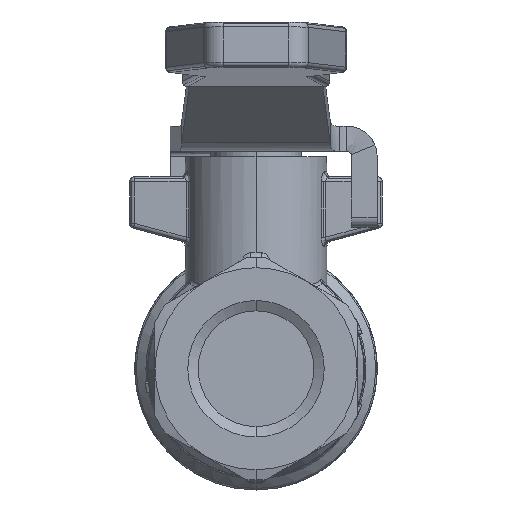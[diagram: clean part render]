
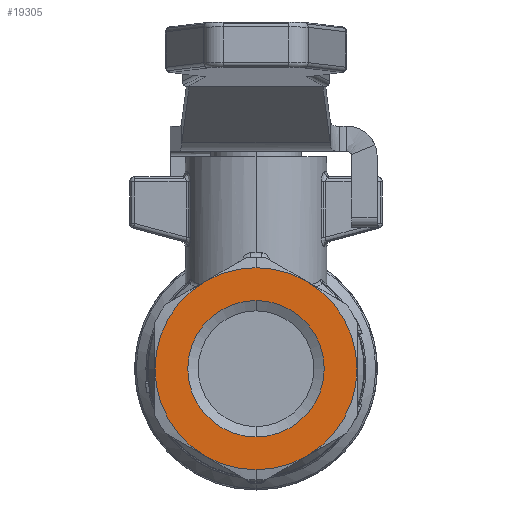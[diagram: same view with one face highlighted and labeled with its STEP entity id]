
A CAD part, left-side view. The second image highlights one B-rep face of the part: STEP entity #19305.
In plain terms, the highlighted planar face has unit normal (-1, 0, 0).
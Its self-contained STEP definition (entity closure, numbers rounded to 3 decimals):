
#2021=CARTESIAN_POINT('',(-19.5,-0.,-10.));
#2022=VERTEX_POINT('',#2021);
#2029=CARTESIAN_POINT('',(-19.5,5.,-8.66));
#2030=VERTEX_POINT('',#2029);
#2031=CARTESIAN_POINT('',(-19.5,-0.,0.));
#2032=DIRECTION('',(-1.,-0.,-0.));
#2033=DIRECTION('',(0.,0.,-1.));
#2034=AXIS2_PLACEMENT_3D('',#2031,#2032,#2033);
#2035=CIRCLE('',#2034,10.);
#2036=EDGE_CURVE('',#2030,#2022,#2035,.T.);
#2053=CARTESIAN_POINT('',(-19.5,-0.,10.));
#2054=VERTEX_POINT('',#2053);
#2061=CARTESIAN_POINT('',(-19.5,-5.,8.66));
#2062=VERTEX_POINT('',#2061);
#2063=CARTESIAN_POINT('',(-19.5,-0.,0.));
#2064=DIRECTION('',(-1.,-0.,-0.));
#2065=DIRECTION('',(0.,-0.,1.));
#2066=AXIS2_PLACEMENT_3D('',#2063,#2064,#2065);
#2067=CIRCLE('',#2066,10.);
#2068=EDGE_CURVE('',#2062,#2054,#2067,.T.);
#4883=CARTESIAN_POINT('',(-19.5,0.,6.75));
#4884=VERTEX_POINT('',#4883);
#4892=CARTESIAN_POINT('',(-19.5,-0.,-6.75));
#4893=VERTEX_POINT('',#4892);
#4894=CARTESIAN_POINT('',(-19.5,-0.,0.));
#4895=DIRECTION('',(1.,-0.,-0.));
#4896=DIRECTION('',(0.,-0.,1.));
#4897=AXIS2_PLACEMENT_3D('',#4894,#4895,#4896);
#4898=CIRCLE('',#4897,6.75);
#4899=EDGE_CURVE('',#4893,#4884,#4898,.T.);
#6902=CARTESIAN_POINT('',(-19.5,-0.,0.));
#6903=DIRECTION('',(1.,-0.,-0.));
#6904=DIRECTION('',(0.,-0.,1.));
#6905=AXIS2_PLACEMENT_3D('',#6902,#6903,#6904);
#6906=CIRCLE('',#6905,6.75);
#6907=EDGE_CURVE('',#4884,#4893,#6906,.T.);
#18770=CARTESIAN_POINT('',(-19.5,10.,0.));
#18771=VERTEX_POINT('',#18770);
#18780=CARTESIAN_POINT('',(-19.5,5.,8.66));
#18781=VERTEX_POINT('',#18780);
#18782=CARTESIAN_POINT('',(-19.5,-0.,0.));
#18783=DIRECTION('',(-1.,-0.,-0.));
#18784=DIRECTION('',(0.,-0.,1.));
#18785=AXIS2_PLACEMENT_3D('',#18782,#18783,#18784);
#18786=CIRCLE('',#18785,10.);
#18787=EDGE_CURVE('',#18781,#18771,#18786,.T.);
#18820=CARTESIAN_POINT('',(-19.5,-0.,0.));
#18821=DIRECTION('',(-1.,-0.,-0.));
#18822=DIRECTION('',(0.,-0.,1.));
#18823=AXIS2_PLACEMENT_3D('',#18820,#18821,#18822);
#18824=CIRCLE('',#18823,10.);
#18825=EDGE_CURVE('',#18771,#2030,#18824,.T.);
#18866=CARTESIAN_POINT('',(-19.5,-0.,0.));
#18867=DIRECTION('',(-1.,-0.,-0.));
#18868=DIRECTION('',(0.,-0.,1.));
#18869=AXIS2_PLACEMENT_3D('',#18866,#18867,#18868);
#18870=CIRCLE('',#18869,10.);
#18871=EDGE_CURVE('',#2054,#18781,#18870,.T.);
#18883=CARTESIAN_POINT('',(-19.5,-10.,0.));
#18884=VERTEX_POINT('',#18883);
#18906=CARTESIAN_POINT('',(-19.5,-0.,0.));
#18907=DIRECTION('',(-1.,-0.,-0.));
#18908=DIRECTION('',(0.,-0.,1.));
#18909=AXIS2_PLACEMENT_3D('',#18906,#18907,#18908);
#18910=CIRCLE('',#18909,10.);
#18911=EDGE_CURVE('',#18884,#2062,#18910,.T.);
#18931=CARTESIAN_POINT('',(-19.5,-5.,-8.66));
#18932=VERTEX_POINT('',#18931);
#18939=CARTESIAN_POINT('',(-19.5,-0.,0.));
#18940=DIRECTION('',(-1.,-0.,-0.));
#18941=DIRECTION('',(0.,0.,-1.));
#18942=AXIS2_PLACEMENT_3D('',#18939,#18940,#18941);
#18943=CIRCLE('',#18942,10.);
#18944=EDGE_CURVE('',#2022,#18932,#18943,.T.);
#18977=CARTESIAN_POINT('',(-19.5,-0.,0.));
#18978=DIRECTION('',(-1.,-0.,-0.));
#18979=DIRECTION('',(0.,-0.,1.));
#18980=AXIS2_PLACEMENT_3D('',#18977,#18978,#18979);
#18981=CIRCLE('',#18980,10.);
#18982=EDGE_CURVE('',#18932,#18884,#18981,.T.);
#19286=CARTESIAN_POINT('',(-19.5,-0.,5.5));
#19287=DIRECTION('',(-1.,0.,0.));
#19288=DIRECTION('',(0.,-1.,-0.));
#19289=AXIS2_PLACEMENT_3D('',#19286,#19287,#19288);
#19290=PLANE('',#19289);
#19291=ORIENTED_EDGE('',*,*,#18787,.T.);
#19292=ORIENTED_EDGE('',*,*,#18825,.T.);
#19293=ORIENTED_EDGE('',*,*,#2036,.T.);
#19294=ORIENTED_EDGE('',*,*,#18944,.T.);
#19295=ORIENTED_EDGE('',*,*,#18982,.T.);
#19296=ORIENTED_EDGE('',*,*,#18911,.T.);
#19297=ORIENTED_EDGE('',*,*,#2068,.T.);
#19298=ORIENTED_EDGE('',*,*,#18871,.T.);
#19299=EDGE_LOOP('',(#19291,#19292,#19293,#19294,#19295,#19296,#19297,#19298));
#19300=FACE_BOUND('',#19299,.T.);
#19301=ORIENTED_EDGE('',*,*,#4899,.T.);
#19302=ORIENTED_EDGE('',*,*,#6907,.T.);
#19303=EDGE_LOOP('',(#19301,#19302));
#19304=FACE_BOUND('',#19303,.T.);
#19305=ADVANCED_FACE('',(#19300,#19304),#19290,.T.);
